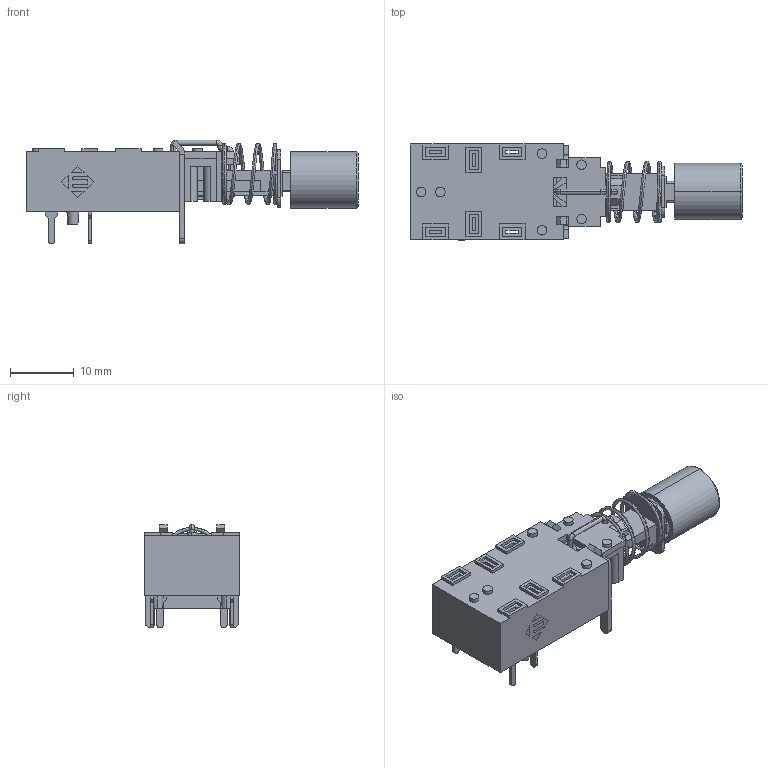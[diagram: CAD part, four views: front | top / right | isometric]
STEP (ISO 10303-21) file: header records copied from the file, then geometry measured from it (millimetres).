
FILE_DESCRIPTION (( 'STEP AP214' ), '1' );
FILE_NAME ('P227EE1CXC_withCAP.STEP', '2017-03-28T12:30:04', ( 'Alex' ), ( '' ), 'SwSTEP 2.0', 'SolidWorks 2016', '' );
FILE_SCHEMA (( 'AUTOMOTIVE_DESIGN' ));
Length unit declared in the file: millimetre
Products named in the file (8): switch; P227 C BRACKET; P227 STAPLE; P227 SPRING EXTENDED; P227 BODY; P227 BOTTOM TERM; P227EE1CXC_withCAP; P227 PLUNGER
Assembly tree (10 placements, depth 2):
  P227EE1CXC_withCAP
    P227 BODY
    P227 PLUNGER
    P227 SPRING EXTENDED
    P227 BOTTOM TERM  x4
    P227 STAPLE
    P227 C BRACKET
    switch
Bounding box: 51.95 x 15.01 x 16.25 mm (x, y, z)
Volume: 2529.2 mm3; surface area: 5439.1 mm2
Topology: 10 solids, 10 shells, 457 faces, 1231 edges, 811 vertices
Faces by surface type: plane 358, cylinder 77, bspline 16, cone 4, torus 2
Entity records: 19538 total; most frequent: CARTESIAN_POINT 3715, ORIENTED_EDGE 2294, DIRECTION 2158, EDGE_CURVE 1147, LINE 966, VECTOR 966, VERTEX_POINT 757, AXIS2_PLACEMENT_3D 596
